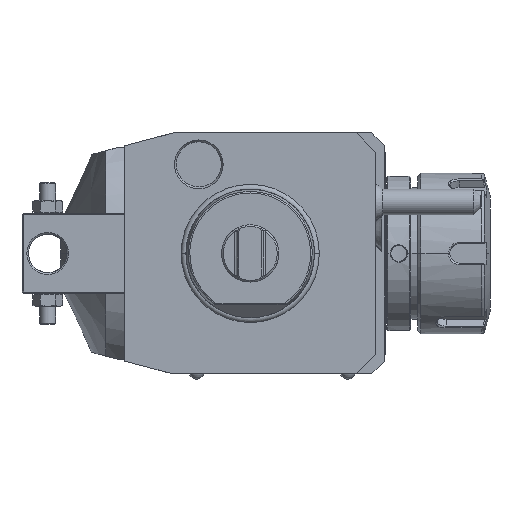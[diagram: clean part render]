
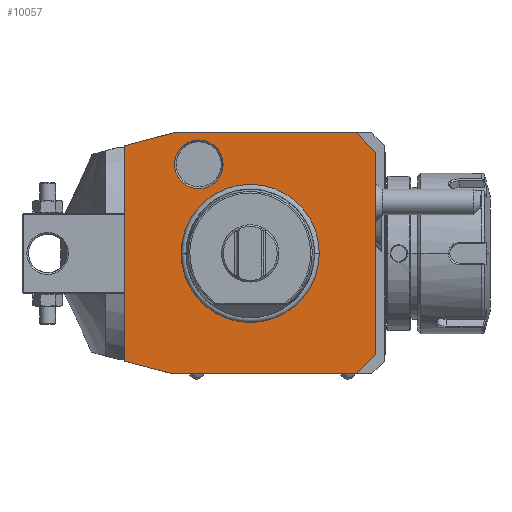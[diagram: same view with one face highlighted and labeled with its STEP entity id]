
A CAD part, front view. The second image highlights one B-rep face of the part: STEP entity #10057.
In plain terms, the highlighted planar face has unit normal (0, -1, 0).
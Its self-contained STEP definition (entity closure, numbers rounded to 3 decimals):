
#1=DIRECTION('',(0.966,0.,-0.259));
#2=VECTOR('',#1,15.529);
#3=CARTESIAN_POINT('',(-39.,0.,-33.481));
#4=LINE('',#3,#2);
#5=DIRECTION('',(0.,0.,-1.));
#6=VECTOR('',#5,66.962);
#7=CARTESIAN_POINT('',(-39.,0.,33.481));
#8=LINE('',#7,#6);
#9=DIRECTION('',(-0.966,0.,-0.259));
#10=VECTOR('',#9,15.529);
#11=CARTESIAN_POINT('',(-24.,0.,37.5));
#12=LINE('',#11,#10);
#13=DIRECTION('',(-1.,0.,0.));
#14=VECTOR('',#13,57.);
#15=CARTESIAN_POINT('',(33.,0.,37.5));
#16=LINE('',#15,#14);
#17=DIRECTION('',(-0.707,0.,0.707));
#18=VECTOR('',#17,8.485);
#19=CARTESIAN_POINT('',(39.,0.,31.5));
#20=LINE('',#19,#18);
#21=DIRECTION('',(0.,0.,1.));
#22=VECTOR('',#21,63.);
#23=CARTESIAN_POINT('',(39.,0.,-31.5));
#24=LINE('',#23,#22);
#25=DIRECTION('',(0.707,0.,0.707));
#26=VECTOR('',#25,8.485);
#27=CARTESIAN_POINT('',(33.,0.,-37.5));
#28=LINE('',#27,#26);
#29=DIRECTION('',(1.,0.,0.));
#30=VECTOR('',#29,57.);
#31=CARTESIAN_POINT('',(-24.,0.,-37.5));
#32=LINE('',#31,#30);
#33=CARTESIAN_POINT('',(-16.,0.,27.713));
#34=DIRECTION('',(0.,1.,0.));
#35=DIRECTION('',(-1.,0.,0.));
#36=AXIS2_PLACEMENT_3D('',#33,#34,#35);
#38=CARTESIAN_POINT('',(-16.,0.,27.713));
#39=DIRECTION('',(0.,1.,0.));
#40=DIRECTION('',(1.,0.,0.));
#41=AXIS2_PLACEMENT_3D('',#38,#39,#40);
#7517=CARTESIAN_POINT('',(0.,0.,0.));
#7518=DIRECTION('',(0.,-1.,0.));
#7519=DIRECTION('',(1.,0.,0.));
#7520=AXIS2_PLACEMENT_3D('',#7517,#7518,#7519);
#7522=CARTESIAN_POINT('',(0.,0.,0.));
#7523=DIRECTION('',(0.,-1.,0.));
#7524=DIRECTION('',(-1.,0.,0.));
#7525=AXIS2_PLACEMENT_3D('',#7522,#7523,#7524);
#9098=CARTESIAN_POINT('',(-23.577,0.,
27.713));
#9099=CARTESIAN_POINT('',(-8.423,0.,
27.713));
#9100=VERTEX_POINT('',#9098);
#9101=VERTEX_POINT('',#9099);
#9866=CARTESIAN_POINT('',(-39.,0.,-33.481));
#9867=CARTESIAN_POINT('',(-24.,0.,-37.5));
#9868=VERTEX_POINT('',#9866);
#9869=VERTEX_POINT('',#9867);
#9870=CARTESIAN_POINT('',(33.,0.,-37.5));
#9871=VERTEX_POINT('',#9870);
#9872=CARTESIAN_POINT('',(39.,0.,-31.5));
#9873=VERTEX_POINT('',#9872);
#9874=CARTESIAN_POINT('',(39.,0.,31.5));
#9875=VERTEX_POINT('',#9874);
#9876=CARTESIAN_POINT('',(33.,0.,37.5));
#9877=VERTEX_POINT('',#9876);
#9878=CARTESIAN_POINT('',(-24.,0.,37.5));
#9879=VERTEX_POINT('',#9878);
#9880=CARTESIAN_POINT('',(-39.,0.,33.481));
#9881=VERTEX_POINT('',#9880);
#9914=CARTESIAN_POINT('',(21.137,0.,0.));
#9915=CARTESIAN_POINT('',(-21.137,0.,0.));
#9916=VERTEX_POINT('',#9914);
#9917=VERTEX_POINT('',#9915);
#10022=CARTESIAN_POINT('',(0.,0.,0.));
#10023=DIRECTION('',(0.,-1.,0.));
#10024=DIRECTION('',(-1.,0.,0.));
#10025=AXIS2_PLACEMENT_3D('',#10022,#10023,#10024);
#10026=PLANE('',#10025);
#10028=ORIENTED_EDGE('',*,*,#10027,.F.);
#10030=ORIENTED_EDGE('',*,*,#10029,.F.);
#10032=ORIENTED_EDGE('',*,*,#10031,.F.);
#10034=ORIENTED_EDGE('',*,*,#10033,.F.);
#10036=ORIENTED_EDGE('',*,*,#10035,.F.);
#10038=ORIENTED_EDGE('',*,*,#10037,.F.);
#10040=ORIENTED_EDGE('',*,*,#10039,.F.);
#10042=ORIENTED_EDGE('',*,*,#10041,.F.);
#10043=EDGE_LOOP('',(#10028,#10030,#10032,#10034,#10036,#10038,#10040,#10042));
#10044=FACE_OUTER_BOUND('',#10043,.F.);
#10046=ORIENTED_EDGE('',*,*,#10045,.T.);
#10048=ORIENTED_EDGE('',*,*,#10047,.T.);
#10049=EDGE_LOOP('',(#10046,#10048));
#10050=FACE_BOUND('',#10049,.F.);
#10052=ORIENTED_EDGE('',*,*,#10051,.F.);
#10054=ORIENTED_EDGE('',*,*,#10053,.F.);
#10055=EDGE_LOOP('',(#10052,#10054));
#10056=FACE_BOUND('',#10055,.F.);
#37=CIRCLE('',#36,7.577);
#42=CIRCLE('',#41,7.577);
#7521=CIRCLE('',#7520,21.137);
#7526=CIRCLE('',#7525,21.137);
#10027=EDGE_CURVE('',#9868,#9869,#4,.T.);
#10029=EDGE_CURVE('',#9881,#9868,#8,.T.);
#10031=EDGE_CURVE('',#9879,#9881,#12,.T.);
#10033=EDGE_CURVE('',#9877,#9879,#16,.T.);
#10035=EDGE_CURVE('',#9875,#9877,#20,.T.);
#10037=EDGE_CURVE('',#9873,#9875,#24,.T.);
#10039=EDGE_CURVE('',#9871,#9873,#28,.T.);
#10041=EDGE_CURVE('',#9869,#9871,#32,.T.);
#10045=EDGE_CURVE('',#9916,#9917,#7521,.T.);
#10047=EDGE_CURVE('',#9917,#9916,#7526,.T.);
#10051=EDGE_CURVE('',#9100,#9101,#37,.T.);
#10053=EDGE_CURVE('',#9101,#9100,#42,.T.);
#10057=ADVANCED_FACE('',(#10044,#10050,#10056),#10026,.T.);
